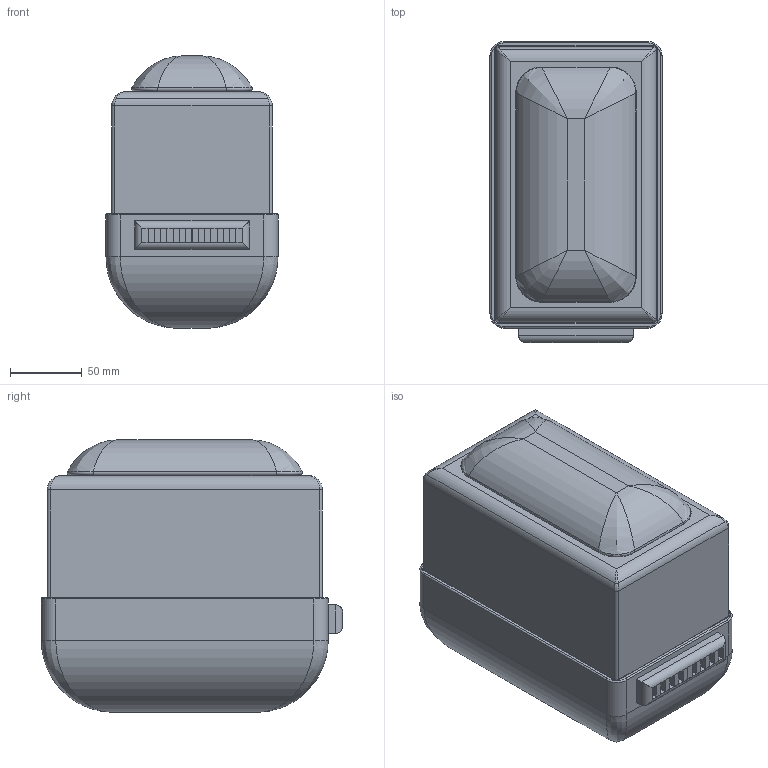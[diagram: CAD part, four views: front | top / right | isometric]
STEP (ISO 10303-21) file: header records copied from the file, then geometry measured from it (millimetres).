
FILE_DESCRIPTION(/* description */ ('STEP AP242','CAx-IF Rec.Pracs.---Representation and Presentation of Product Manufacturing Information (PMI)---4.0---2014-10-13','CAx-IF Rec.Pracs.---3D Tessellated Geometry---0.4---2014-09-14','2;1'),/* implementation_level */ '2;1');
FILE_NAME(/* name */ '6339d1c6179c912951bdb51c',/* time_stamp */ '2022-10-02T18:00:39+00:00',/* author */ (''),/* organization */ (''),/* preprocessor_version */ 'ST-DEVELOPER v18.102',/* originating_system */ ' ',/* authorisation */ ' ');
FILE_SCHEMA (('AP242_MANAGED_MODEL_BASED_3D_ENGINEERING_MIM_LF { 1 0 10303 442 1 1 4 }'));
Length unit declared in the file: metre
Products named in the file (5): Assembly 1; Part 1; Part 4; Part 2; Part 3
Assembly tree (4 placements, depth 2):
  Assembly 1
    Part 1
    Part 4
    Part 2
    Part 3
Bounding box: 120 x 210 x 190 mm (x, y, z)
Volume: 1377591.9 mm3; surface area: 339989.3 mm2
Topology: 4 solids, 4 shells, 333 faces, 877 edges, 537 vertices
Faces by surface type: plane 191, cylinder 95, torus 28, bspline 19
Full cylindrical faces by diameter (mm): 5 x15, 20 x12
Entity records: 10739 total; most frequent: CARTESIAN_POINT 2582, ORIENTED_EDGE 1646, DIRECTION 1602, EDGE_CURVE 823, LINE 606, VECTOR 606, VERTEX_POINT 537, AXIS2_PLACEMENT_3D 498
